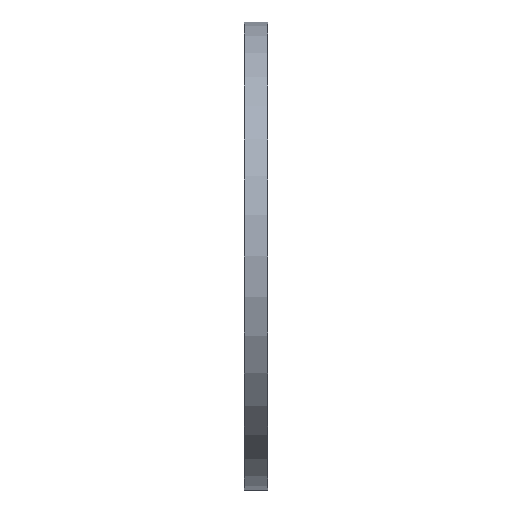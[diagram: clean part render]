
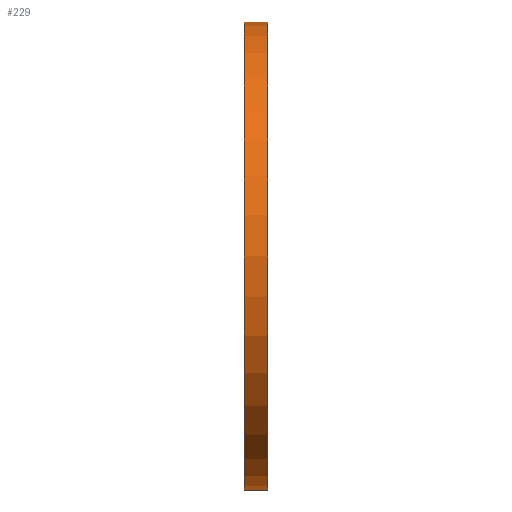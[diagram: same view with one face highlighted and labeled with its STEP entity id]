
A CAD part, front view. The second image highlights one B-rep face of the part: STEP entity #229.
In plain terms, the highlighted cylindrical face has radius 11.964 mm (diameter 23.929 mm), a partial arc.
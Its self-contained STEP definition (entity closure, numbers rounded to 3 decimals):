
#31 = CARTESIAN_POINT ( 'NONE',  ( 0.6, -0.486, 0. ) ) ;
#32 = CARTESIAN_POINT ( 'NONE',  ( 0.6, -0.486, 0. ) ) ;
#58 = VECTOR ( 'NONE', #617, 1000. ) ;
#66 = CIRCLE ( 'NONE', #349, 11.964 ) ;
#70 = CIRCLE ( 'NONE', #362, 11.964 ) ;
#78 = LINE ( 'NONE', #567, #58 ) ;
#87 = VECTOR ( 'NONE', #634, 1000. ) ;
#97 = LINE ( 'NONE', #226, #87 ) ;
#150 = CYLINDRICAL_SURFACE ( 'NONE', #436, 11.964 ) ;
#156 = CARTESIAN_POINT ( 'NONE',  ( -0.6, -0.486, 11.964 ) ) ;
#173 = FACE_OUTER_BOUND ( 'NONE', #342, .T. ) ;
#203 = VERTEX_POINT ( 'NONE', #156 ) ;
#215 = ORIENTED_EDGE ( 'NONE', *, *, #539, .T. ) ;
#226 = CARTESIAN_POINT ( 'NONE',  ( 0.6, -0.486, -11.964 ) ) ;
#229 = ADVANCED_FACE ( 'NONE', ( #173 ), #150, .T. ) ;
#264 = DIRECTION ( 'NONE',  ( 0., 0., -1. ) ) ;
#279 = VERTEX_POINT ( 'NONE', #754 ) ;
#282 = DIRECTION ( 'NONE',  ( -1., 0., 0. ) ) ;
#328 = ORIENTED_EDGE ( 'NONE', *, *, #533, .F. ) ;
#336 = CARTESIAN_POINT ( 'NONE',  ( -0.6, -0.486, -11.964 ) ) ;
#342 = EDGE_LOOP ( 'NONE', ( #773, #328, #215, #375 ) ) ;
#348 = DIRECTION ( 'NONE',  ( 1., 0., 0. ) ) ;
#349 = AXIS2_PLACEMENT_3D ( 'NONE', #424, #348, #264 ) ;
#362 = AXIS2_PLACEMENT_3D ( 'NONE', #31, #759, #683 ) ;
#367 = CARTESIAN_POINT ( 'NONE',  ( 0.6, -0.486, 11.964 ) ) ;
#375 = ORIENTED_EDGE ( 'NONE', *, *, #542, .T. ) ;
#424 = CARTESIAN_POINT ( 'NONE',  ( -0.6, -0.486, 0. ) ) ;
#436 = AXIS2_PLACEMENT_3D ( 'NONE', #32, #282, #685 ) ;
#517 = EDGE_CURVE ( 'NONE', #279, #765, #97, .T. ) ;
#533 = EDGE_CURVE ( 'NONE', #772, #279, #70, .T. ) ;
#539 = EDGE_CURVE ( 'NONE', #772, #203, #78, .T. ) ;
#542 = EDGE_CURVE ( 'NONE', #203, #765, #66, .T. ) ;
#567 = CARTESIAN_POINT ( 'NONE',  ( 0.6, -0.486, 11.964 ) ) ;
#617 = DIRECTION ( 'NONE',  ( -1., 0., 0. ) ) ;
#634 = DIRECTION ( 'NONE',  ( -1., 0., 0. ) ) ;
#683 = DIRECTION ( 'NONE',  ( 0., 0., -1. ) ) ;
#685 = DIRECTION ( 'NONE',  ( 0., 0., 1. ) ) ;
#754 = CARTESIAN_POINT ( 'NONE',  ( 0.6, -0.486, -11.964 ) ) ;
#759 = DIRECTION ( 'NONE',  ( 1., 0., 0. ) ) ;
#765 = VERTEX_POINT ( 'NONE', #336 ) ;
#772 = VERTEX_POINT ( 'NONE', #367 ) ;
#773 = ORIENTED_EDGE ( 'NONE', *, *, #517, .F. ) ;
